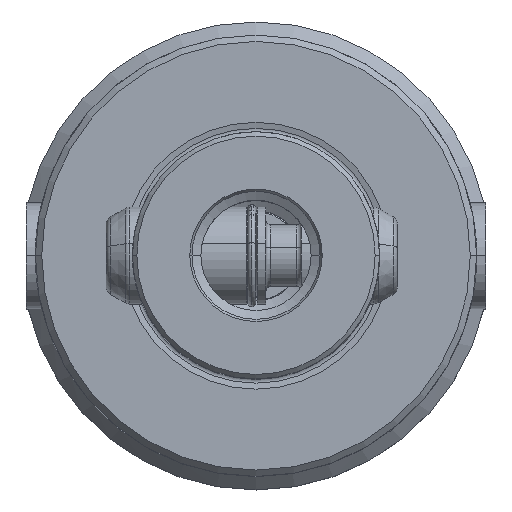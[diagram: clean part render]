
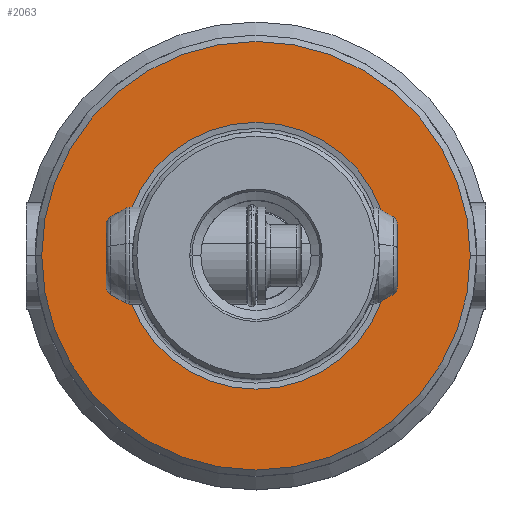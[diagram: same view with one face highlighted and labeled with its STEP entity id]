
A CAD part, top view. The second image highlights one B-rep face of the part: STEP entity #2063.
In plain terms, the highlighted planar face has unit normal (0, 0, 1).
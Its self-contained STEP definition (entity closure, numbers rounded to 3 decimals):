
#1317=VERTEX_POINT('NONE',#3470);
#1553=EDGE_CURVE('NONE',#1317,#1779,#3732,.T.);
#1779=VERTEX_POINT('NONE',#3980);
#2063=ADVANCED_FACE('NONE',(#4290,#4291),#4292,.F.);
#2109=EDGE_CURVE('NONE',#2351,#2207,#4344,.T.);
#2207=VERTEX_POINT('NONE',#4456);
#2351=VERTEX_POINT('NONE',#4620);
#2619=EDGE_CURVE('NONE',#1779,#1317,#4925,.T.);
#2623=EDGE_CURVE('NONE',#2207,#2351,#4929,.T.);
#3470=CARTESIAN_POINT('',(24.275,0.,0.0));
#3732=CIRCLE('',#6637,24.275);
#3980=CARTESIAN_POINT('',(-24.275,0.0,0.0));
#4290=FACE_OUTER_BOUND('',#7533,.T.);
#4291=FACE_BOUND('',#7534,.T.);
#4292=PLANE('',#7535);
#4344=CIRCLE('',#7629,15.112);
#4456=CARTESIAN_POINT('',(-15.112,0.,0.0));
#4620=CARTESIAN_POINT('',(15.112,0.0,0.0));
#4925=CIRCLE('',#8684,24.275);
#4929=CIRCLE('',#8689,15.112);
#6637=AXIS2_PLACEMENT_3D('',#10407,#10408,#10409);
#7533=EDGE_LOOP('',(#11060,#11061));
#7534=EDGE_LOOP('',(#11062,#11063));
#7535=AXIS2_PLACEMENT_3D('',#11064,#11065,#11066);
#7629=AXIS2_PLACEMENT_3D('',#11132,#11133,#11134);
#8684=AXIS2_PLACEMENT_3D('',#11865,#11866,#11867);
#8689=AXIS2_PLACEMENT_3D('',#11868,#11869,#11870);
#10407=CARTESIAN_POINT('',(0.0,0.0,0.0));
#10408=DIRECTION('',(0.0,0.0,-1.0));
#10409=DIRECTION('',(-1.0,0.0,0.0));
#11060=ORIENTED_EDGE('',*,*,#2619,.F.);
#11061=ORIENTED_EDGE('',*,*,#1553,.F.);
#11062=ORIENTED_EDGE('',*,*,#2109,.F.);
#11063=ORIENTED_EDGE('',*,*,#2623,.F.);
#11064=CARTESIAN_POINT('',(0.0,25.0,0.0));
#11065=DIRECTION('',(0.0,0.0,-1.0));
#11066=DIRECTION('',(0.0,1.0,0.0));
#11132=CARTESIAN_POINT('',(0.0,0.0,0.0));
#11133=DIRECTION('',(0.0,0.0,1.0));
#11134=DIRECTION('',(-1.0,0.0,0.0));
#11865=CARTESIAN_POINT('',(0.0,0.0,0.0));
#11866=DIRECTION('',(0.0,0.0,-1.0));
#11867=DIRECTION('',(-1.0,0.0,0.0));
#11868=CARTESIAN_POINT('',(0.0,0.0,0.0));
#11869=DIRECTION('',(0.0,0.0,1.0));
#11870=DIRECTION('',(-1.0,0.0,0.0));
